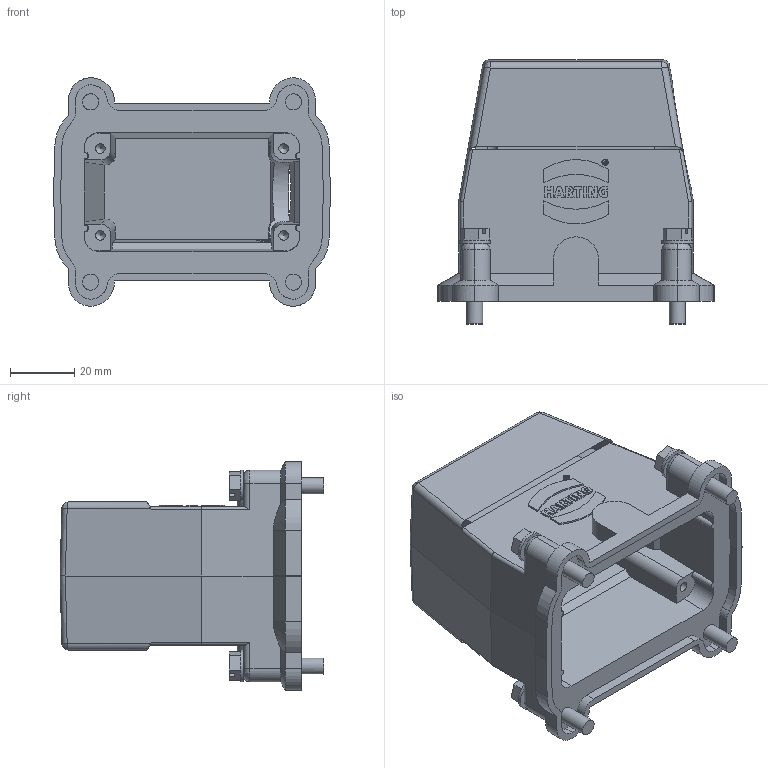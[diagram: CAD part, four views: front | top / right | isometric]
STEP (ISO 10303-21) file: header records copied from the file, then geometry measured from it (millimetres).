
FILE_DESCRIPTION(/* description */ (''),/* implementation_level */ '2;1');
FILE_NAME(/* name */ '100204514ugm000_b.stp',/* time_stamp */ '2017-11-03T10:32:36+01:00',/* author */ (''),/* organization */ (''),/* preprocessor_version */ 'ST-DEVELOPER v16',/* originating_system */ 'SIEMENS PLM Software NX 10.0',/* authorisation */ '');
FILE_SCHEMA (('AUTOMOTIVE_DESIGN { 1 0 10303 214 3 1 1 1 }'));
Length unit declared in the file: millimetre
Products named in the file (1): 100204514ugm000_b
Bounding box: 86 x 82 x 71 mm (x, y, z)
Volume: 92509.3 mm3; surface area: 42735.3 mm2
Topology: 1 solids, 1 shells, 423 faces, 1111 edges, 709 vertices
Faces by surface type: plane 262, cylinder 94, bspline 49, cone 18
Full cylindrical faces by diameter (mm): 1.507 x1, 1.972 x1, 3 x4, 4.45 x4, 5 x8, 5.5 x4, 9.8 x4, 32 x1
Entity records: 16928 total; most frequent: CARTESIAN_POINT 4690, ORIENTED_EDGE 2128, DIRECTION 1857, EDGE_CURVE 1064, LINE 729, VECTOR 729, VERTEX_POINT 705, AXIS2_PLACEMENT_3D 564
